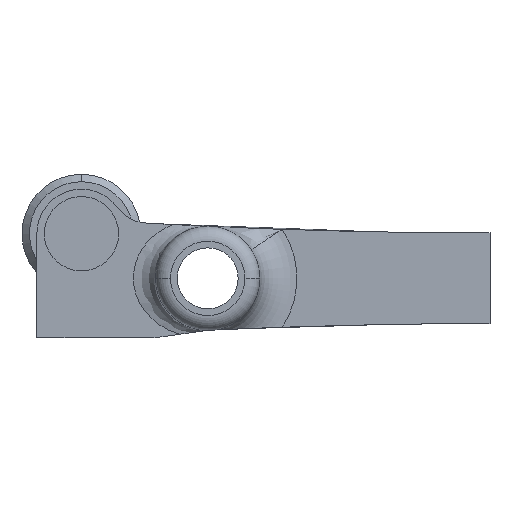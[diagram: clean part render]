
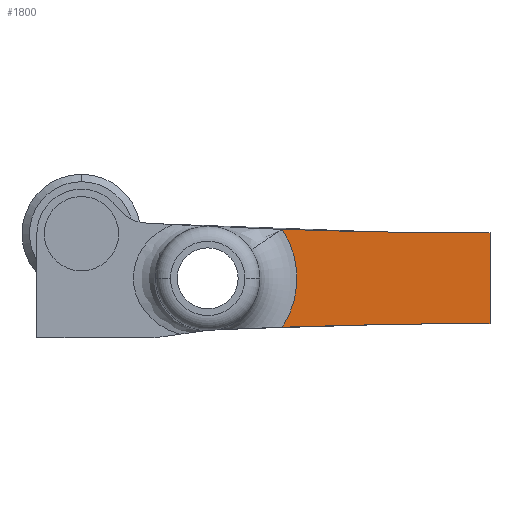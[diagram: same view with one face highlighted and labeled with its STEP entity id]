
A CAD part, left-side view. The second image highlights one B-rep face of the part: STEP entity #1800.
In plain terms, the highlighted planar face has unit normal (-1, 0, 0).
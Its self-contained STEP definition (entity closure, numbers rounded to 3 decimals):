
#70 = VERTEX_POINT ( 'NONE', #258 ) ;
#91 = VERTEX_POINT ( 'NONE', #279 ) ;
#97 = VERTEX_POINT ( 'NONE', #285 ) ;
#109 = VERTEX_POINT ( 'NONE', #2098 ) ;
#258 = CARTESIAN_POINT ( 'NONE',  ( -9.4, -38., -6.1 ) ) ;
#279 = CARTESIAN_POINT ( 'NONE',  ( -9.4, -10.043, -6.589 ) ) ;
#285 = CARTESIAN_POINT ( 'NONE',  ( -9.4, -38., 6.1 ) ) ;
#302 = AXIS2_PLACEMENT_3D ( 'NONE', #1442, #1443, #1444 ) ;
#344 = FACE_OUTER_BOUND ( 'NONE', #1362, .T. ) ;
#348 = AXIS2_PLACEMENT_3D ( 'NONE', #1475, #1476, #1477 ) ;
#403 = VECTOR ( 'NONE', #1614, 1000. ) ;
#473 = AXIS2_PLACEMENT_3D ( 'NONE', #1302, #1303, #1304 ) ;
#526 = AXIS2_PLACEMENT_3D ( 'NONE', #2653, #2654, #2655 ) ;
#1302 = CARTESIAN_POINT ( 'NONE',  ( -9.4, 0., -0.011 ) ) ;
#1303 = DIRECTION ( 'NONE',  ( 1., 0., 0. ) ) ;
#1304 = DIRECTION ( 'NONE',  ( 0., 1., 0. ) ) ;
#1362 = EDGE_LOOP ( 'NONE', ( #2862, #2853, #2875, #2837 ) ) ;
#1442 = CARTESIAN_POINT ( 'NONE',  ( -9.4, -38., 806.1 ) ) ;
#1443 = DIRECTION ( 'NONE',  ( -1., 0., 0. ) ) ;
#1444 = DIRECTION ( 'NONE',  ( 0., 1., 0. ) ) ;
#1474 = PLANE ( 'NONE',  #348 ) ;
#1475 = CARTESIAN_POINT ( 'NONE',  ( -9.4, 0., -10. ) ) ;
#1476 = DIRECTION ( 'NONE',  ( 1., 0., 0. ) ) ;
#1477 = DIRECTION ( 'NONE',  ( 0., 1., 0. ) ) ;
#1612 = LINE ( 'NONE', #1613, #403 ) ;
#1613 = CARTESIAN_POINT ( 'NONE',  ( -9.4, -38., -6.1 ) ) ;
#1614 = DIRECTION ( 'NONE',  ( 0., 0., -1. ) ) ;
#1790 = EDGE_CURVE ( 'NONE', #109, #97, #3337, .T. ) ;
#1800 = ADVANCED_FACE ( 'NONE', ( #344 ), #1474, .F. ) ;
#1831 = EDGE_CURVE ( 'NONE', #97, #70, #1612, .T. ) ;
#1902 = EDGE_CURVE ( 'NONE', #109, #91, #3372, .T. ) ;
#1914 = CIRCLE ( 'NONE', #526, 800. ) ;
#2098 = CARTESIAN_POINT ( 'NONE',  ( -9.4, -10.029, 6.589 ) ) ;
#2653 = CARTESIAN_POINT ( 'NONE',  ( -9.4, -38., -806.1 ) ) ;
#2654 = DIRECTION ( 'NONE',  ( -1., 0., 0. ) ) ;
#2655 = DIRECTION ( 'NONE',  ( 0., 1., 0. ) ) ;
#2837 = ORIENTED_EDGE ( 'NONE', *, *, #1831, .F. ) ;
#2853 = ORIENTED_EDGE ( 'NONE', *, *, #1902, .T. ) ;
#2862 = ORIENTED_EDGE ( 'NONE', *, *, #1790, .F. ) ;
#2875 = ORIENTED_EDGE ( 'NONE', *, *, #3284, .F. ) ;
#3284 = EDGE_CURVE ( 'NONE', #70, #91, #1914, .T. ) ;
#3337 = CIRCLE ( 'NONE', #302, 800. ) ;
#3372 = CIRCLE ( 'NONE', #473, 12.006 ) ;
